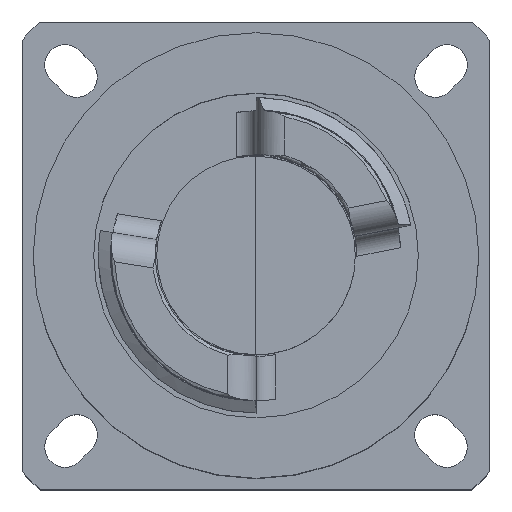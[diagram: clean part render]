
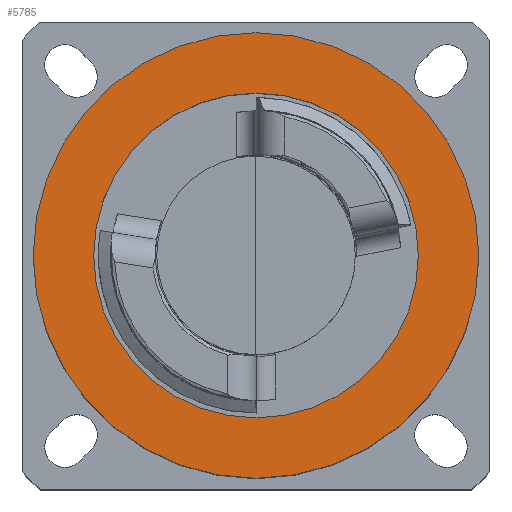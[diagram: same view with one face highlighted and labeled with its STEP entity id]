
A CAD part, top view. The second image highlights one B-rep face of the part: STEP entity #5785.
In plain terms, the highlighted planar face has unit normal (0, 0, 1).
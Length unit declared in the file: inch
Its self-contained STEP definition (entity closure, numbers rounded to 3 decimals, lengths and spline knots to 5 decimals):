
#84 = CARTESIAN_POINT ( 'NONE',  ( -0.51, 0., -0.45 ) ) ;
#342 = EDGE_LOOP ( 'NONE', ( #3012, #983 ) ) ;
#358 = EDGE_LOOP ( 'NONE', ( #1373, #1724 ) ) ;
#481 = VERTEX_POINT ( 'NONE', #2024 ) ;
#585 = CARTESIAN_POINT ( 'NONE',  ( 0., -0.7, -0.45 ) ) ;
#593 = CARTESIAN_POINT ( 'NONE',  ( 0., 0., -0.45 ) ) ;
#621 = PLANE ( 'NONE',  #1584 ) ;
#911 = AXIS2_PLACEMENT_3D ( 'NONE', #1195, #2067, #2665 ) ;
#983 = ORIENTED_EDGE ( 'NONE', *, *, #5708, .F. ) ;
#992 = DIRECTION ( 'NONE',  ( 0., 1., 0. ) ) ;
#1031 = DIRECTION ( 'NONE',  ( 0., 0., 1. ) ) ;
#1081 = DIRECTION ( 'NONE',  ( 0., 0., 1. ) ) ;
#1176 = CARTESIAN_POINT ( 'NONE',  ( 0., 0., -0.45 ) ) ;
#1195 = CARTESIAN_POINT ( 'NONE',  ( 0., 0., -0.45 ) ) ;
#1373 = ORIENTED_EDGE ( 'NONE', *, *, #4816, .T. ) ;
#1457 = CARTESIAN_POINT ( 'NONE',  ( 0., 0., -0.45 ) ) ;
#1467 = AXIS2_PLACEMENT_3D ( 'NONE', #1176, #1081, #4512 ) ;
#1584 = AXIS2_PLACEMENT_3D ( 'NONE', #84, #1592, #5291 ) ;
#1592 = DIRECTION ( 'NONE',  ( 0., 0., -1. ) ) ;
#1669 = CIRCLE ( 'NONE', #1467, 0.7 ) ;
#1724 = ORIENTED_EDGE ( 'NONE', *, *, #2037, .T. ) ;
#2024 = CARTESIAN_POINT ( 'NONE',  ( 0., -0.51, -0.45 ) ) ;
#2037 = EDGE_CURVE ( 'NONE', #5885, #4645, #2705, .T. ) ;
#2067 = DIRECTION ( 'NONE',  ( 0., 0., 1. ) ) ;
#2373 = DIRECTION ( 'NONE',  ( 0., 1., 0. ) ) ;
#2601 = AXIS2_PLACEMENT_3D ( 'NONE', #593, #1031, #2373 ) ;
#2665 = DIRECTION ( 'NONE',  ( 0., 1., 0. ) ) ;
#2705 = CIRCLE ( 'NONE', #911, 0.7 ) ;
#2952 = EDGE_CURVE ( 'NONE', #4686, #481, #3211, .T. ) ;
#3012 = ORIENTED_EDGE ( 'NONE', *, *, #2952, .F. ) ;
#3211 = CIRCLE ( 'NONE', #2601, 0.51 ) ;
#3321 = CARTESIAN_POINT ( 'NONE',  ( 0., 0.7, -0.45 ) ) ;
#3866 = AXIS2_PLACEMENT_3D ( 'NONE', #1457, #5260, #992 ) ;
#4512 = DIRECTION ( 'NONE',  ( 0., 1., 0. ) ) ;
#4645 = VERTEX_POINT ( 'NONE', #3321 ) ;
#4686 = VERTEX_POINT ( 'NONE', #5830 ) ;
#4816 = EDGE_CURVE ( 'NONE', #4645, #5885, #1669, .T. ) ;
#4896 = FACE_BOUND ( 'NONE', #342, .T. ) ;
#5260 = DIRECTION ( 'NONE',  ( 0., 0., 1. ) ) ;
#5291 = DIRECTION ( 'NONE',  ( -1., 0., 0. ) ) ;
#5708 = EDGE_CURVE ( 'NONE', #481, #4686, #5840, .T. ) ;
#5748 = FACE_OUTER_BOUND ( 'NONE', #358, .T. ) ;
#5785 = ADVANCED_FACE ( 'NONE', ( #5748, #4896 ), #621, .F. ) ;
#5830 = CARTESIAN_POINT ( 'NONE',  ( 0., 0.51, -0.45 ) ) ;
#5840 = CIRCLE ( 'NONE', #3866, 0.51 ) ;
#5885 = VERTEX_POINT ( 'NONE', #585 ) ;
